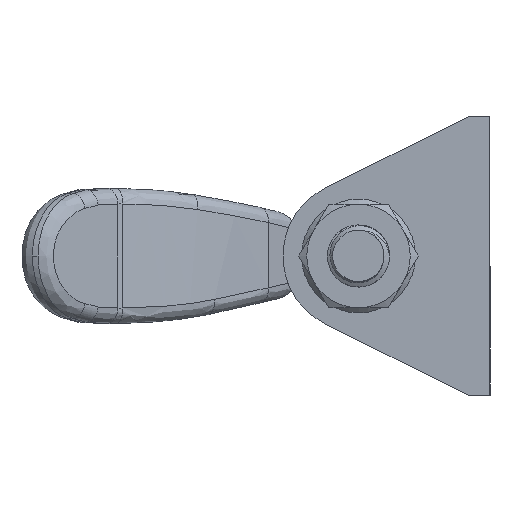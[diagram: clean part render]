
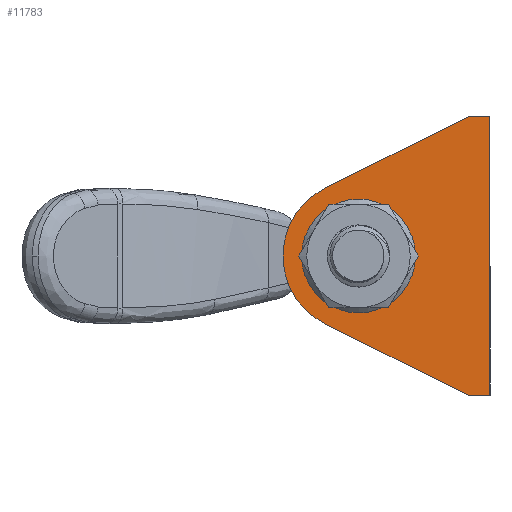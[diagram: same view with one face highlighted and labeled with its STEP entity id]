
A CAD part, left-side view. The second image highlights one B-rep face of the part: STEP entity #11783.
In plain terms, the highlighted planar face has unit normal (-1, 0, 0).
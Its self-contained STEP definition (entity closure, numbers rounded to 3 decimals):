
#153 = ORIENTED_EDGE ( 'NONE', *, *, #8754, .T. ) ;
#303 = DIRECTION ( 'NONE',  ( 0., 0.895, -0.447 ) ) ;
#439 = CARTESIAN_POINT ( 'NONE',  ( -33., 0., 0. ) ) ;
#455 = FACE_OUTER_BOUND ( 'NONE', #2571, .T. ) ;
#520 = DIRECTION ( 'NONE',  ( 0., -0.895, -0.447 ) ) ;
#810 = AXIS2_PLACEMENT_3D ( 'NONE', #11165, #5476, #12142 ) ;
#864 = CARTESIAN_POINT ( 'NONE',  ( -33., 0., -2.828 ) ) ;
#991 = VECTOR ( 'NONE', #520, 1000. ) ;
#1394 = VECTOR ( 'NONE', #1832, 1000. ) ;
#1549 = VERTEX_POINT ( 'NONE', #4744 ) ;
#1723 = PLANE ( 'NONE',  #810 ) ;
#1832 = DIRECTION ( 'NONE',  ( 0., -1., 0. ) ) ;
#1986 = VERTEX_POINT ( 'NONE', #5582 ) ;
#2394 = DIRECTION ( 'NONE',  ( 0., -1., 0. ) ) ;
#2561 = CARTESIAN_POINT ( 'NONE',  ( -33., 2., 27. ) ) ;
#2571 = EDGE_LOOP ( 'NONE', ( #7422, #10815, #11035, #11206, #5187, #153 ) ) ;
#2711 = CIRCLE ( 'NONE', #3828, 5.5 ) ;
#2766 = CARTESIAN_POINT ( 'NONE',  ( -33., 12.7, 13.5 ) ) ;
#2797 = CARTESIAN_POINT ( 'NONE',  ( -33., 7.2, 13.5 ) ) ;
#3093 = VERTEX_POINT ( 'NONE', #439 ) ;
#3227 = CARTESIAN_POINT ( 'NONE',  ( -33., 12.7, 13.5 ) ) ;
#3316 = CARTESIAN_POINT ( 'NONE',  ( -33., 2., 0. ) ) ;
#3546 = EDGE_CURVE ( 'NONE', #9958, #7418, #12099, .T. ) ;
#3698 = DIRECTION ( 'NONE',  ( 0., 0., 1. ) ) ;
#3753 = LINE ( 'NONE', #9891, #991 ) ;
#3828 = AXIS2_PLACEMENT_3D ( 'NONE', #3227, #9814, #4154 ) ;
#4154 = DIRECTION ( 'NONE',  ( 0., -1., 0. ) ) ;
#4162 = EDGE_LOOP ( 'NONE', ( #6486, #9348 ) ) ;
#4233 = AXIS2_PLACEMENT_3D ( 'NONE', #5136, #11806, #6073 ) ;
#4494 = LINE ( 'NONE', #864, #9226 ) ;
#4526 = EDGE_CURVE ( 'NONE', #3093, #8245, #4494, .T. ) ;
#4744 = CARTESIAN_POINT ( 'NONE',  ( -33., 15.96, 6.969 ) ) ;
#4861 = EDGE_CURVE ( 'NONE', #1549, #9807, #3753, .T. ) ;
#4911 = EDGE_CURVE ( 'NONE', #9958, #8245, #11617, .T. ) ;
#5136 = CARTESIAN_POINT ( 'NONE',  ( -33., 12.7, 13.5 ) ) ;
#5187 = ORIENTED_EDGE ( 'NONE', *, *, #3546, .T. ) ;
#5476 = DIRECTION ( 'NONE',  ( -1., 0., 0. ) ) ;
#5582 = CARTESIAN_POINT ( 'NONE',  ( -33., 18.2, 13.5 ) ) ;
#6073 = DIRECTION ( 'NONE',  ( 0., -1., 0. ) ) ;
#6354 = CIRCLE ( 'NONE', #6750, 7.3 ) ;
#6481 = CARTESIAN_POINT ( 'NONE',  ( -33., 2., 0. ) ) ;
#6486 = ORIENTED_EDGE ( 'NONE', *, *, #10713, .F. ) ;
#6727 = VECTOR ( 'NONE', #303, 1000. ) ;
#6750 = AXIS2_PLACEMENT_3D ( 'NONE', #2766, #9358, #3698 ) ;
#7363 = CARTESIAN_POINT ( 'NONE',  ( -33., 0., 27. ) ) ;
#7418 = VERTEX_POINT ( 'NONE', #10969 ) ;
#7422 = ORIENTED_EDGE ( 'NONE', *, *, #4861, .T. ) ;
#8026 = CARTESIAN_POINT ( 'NONE',  ( -33., 2., 27. ) ) ;
#8245 = VERTEX_POINT ( 'NONE', #7363 ) ;
#8465 = VECTOR ( 'NONE', #2394, 1000. ) ;
#8502 = EDGE_CURVE ( 'NONE', #1986, #11183, #2711, .T. ) ;
#8684 = CARTESIAN_POINT ( 'NONE',  ( -33., 15.96, 20.031 ) ) ;
#8754 = EDGE_CURVE ( 'NONE', #7418, #1549, #6354, .T. ) ;
#8779 = EDGE_CURVE ( 'NONE', #9807, #3093, #11430, .T. ) ;
#8996 = CIRCLE ( 'NONE', #4233, 5.5 ) ;
#9226 = VECTOR ( 'NONE', #9247, 1000. ) ;
#9247 = DIRECTION ( 'NONE',  ( 0., 0., 1. ) ) ;
#9348 = ORIENTED_EDGE ( 'NONE', *, *, #8502, .F. ) ;
#9358 = DIRECTION ( 'NONE',  ( -1., 0., 0. ) ) ;
#9807 = VERTEX_POINT ( 'NONE', #3316 ) ;
#9814 = DIRECTION ( 'NONE',  ( -1., 0., 0. ) ) ;
#9891 = CARTESIAN_POINT ( 'NONE',  ( -33., 15.96, 6.969 ) ) ;
#9958 = VERTEX_POINT ( 'NONE', #2561 ) ;
#10175 = FACE_BOUND ( 'NONE', #4162, .T. ) ;
#10713 = EDGE_CURVE ( 'NONE', #11183, #1986, #8996, .T. ) ;
#10815 = ORIENTED_EDGE ( 'NONE', *, *, #8779, .T. ) ;
#10969 = CARTESIAN_POINT ( 'NONE',  ( -33., 15.96, 20.031 ) ) ;
#11035 = ORIENTED_EDGE ( 'NONE', *, *, #4526, .T. ) ;
#11165 = CARTESIAN_POINT ( 'NONE',  ( -33., 20., 27. ) ) ;
#11183 = VERTEX_POINT ( 'NONE', #2797 ) ;
#11206 = ORIENTED_EDGE ( 'NONE', *, *, #4911, .F. ) ;
#11430 = LINE ( 'NONE', #6481, #1394 ) ;
#11617 = LINE ( 'NONE', #8026, #8465 ) ;
#11783 = ADVANCED_FACE ( 'NONE', ( #10175, #455 ), #1723, .T. ) ;
#11806 = DIRECTION ( 'NONE',  ( -1., 0., 0. ) ) ;
#12099 = LINE ( 'NONE', #8684, #6727 ) ;
#12142 = DIRECTION ( 'NONE',  ( 0., 0., 1. ) ) ;
